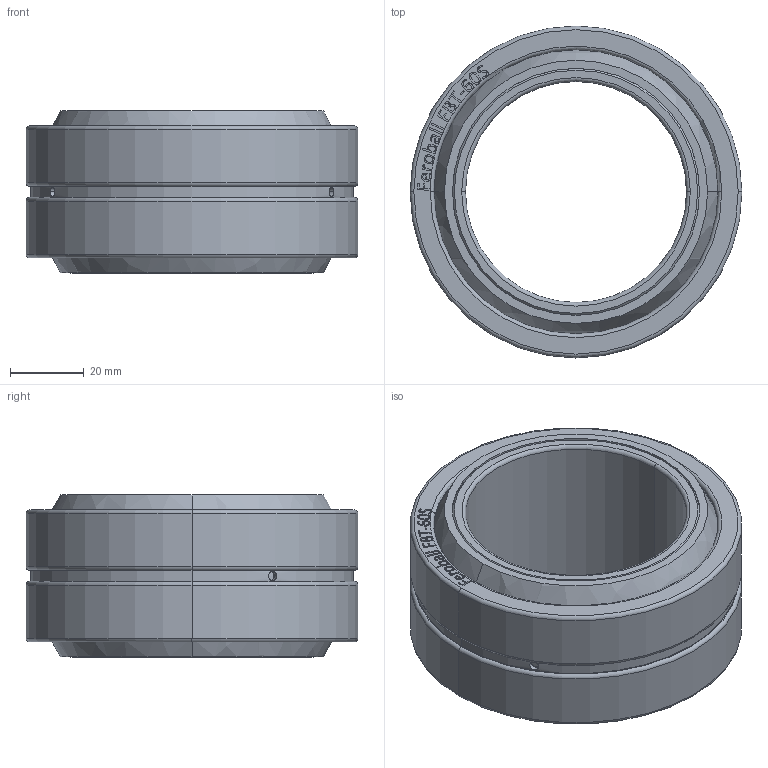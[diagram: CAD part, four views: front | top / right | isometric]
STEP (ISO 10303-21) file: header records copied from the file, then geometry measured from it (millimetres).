
FILE_DESCRIPTION (( 'STEP AP214' ), '1' );
FILE_NAME ('Feroball FBT-60S.STEP', '2021-08-05T14:04:05', ( '' ), ( '' ), 'SwSTEP 2.0', 'SolidWorks 2021', '' );
FILE_SCHEMA (( 'AUTOMOTIVE_DESIGN' ));
Length unit declared in the file: millimetre
Products named in the file (4): FBT60 - 2B; Feroball FBT-60S; FBT60 - 1C; FBT60 - 3S-A
Assembly tree (3 placements, depth 2):
  Feroball FBT-60S
    FBT60 - 1C
    FBT60 - 2B
    FBT60 - 3S-A
Bounding box: 89.99 x 89.99 x 43.96 mm (x, y, z)
Volume: 135463.8 mm3; surface area: 63477.9 mm2
Topology: 3 solids, 3 shells, 464 faces, 1295 edges, 852 vertices
Faces by surface type: bspline 254, plane 158, torus 26, cylinder 18, cone 4, sphere 4
Entity records: 27160 total; most frequent: CARTESIAN_POINT 16926, ORIENTED_EDGE 2568, EDGE_CURVE 1284, DIRECTION 1266, VERTEX_POINT 846, B_SPLINE_CURVE_WITH_KNOTS 580, VECTOR 574, LINE 574
